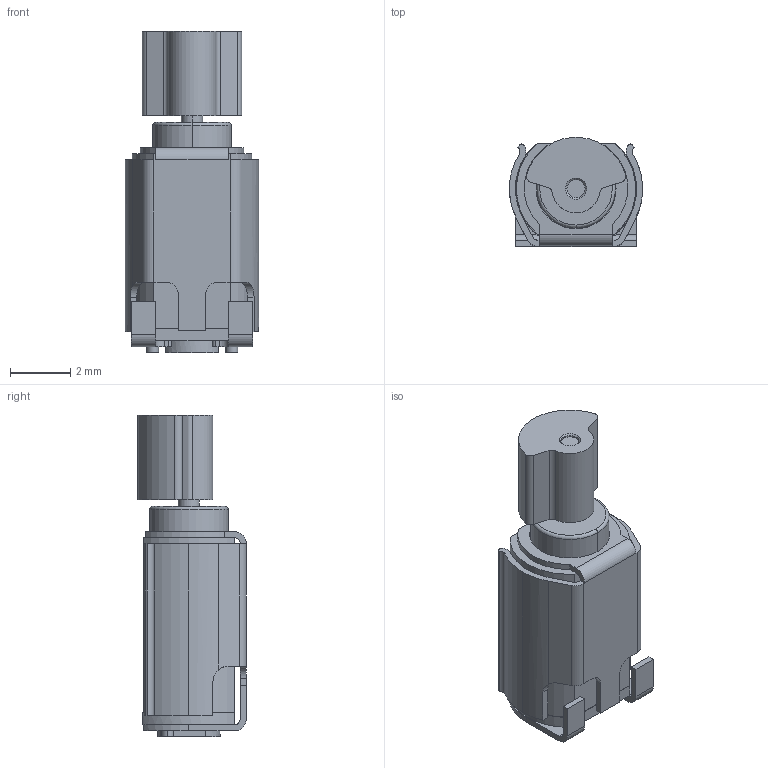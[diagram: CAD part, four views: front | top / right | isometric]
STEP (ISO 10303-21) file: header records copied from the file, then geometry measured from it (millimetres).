
FILE_DESCRIPTION (( 'STEP AP214' ), '1' );
FILE_NAME ('Z3OC1T8219731.STEP', '2022-09-11T12:55:53', ( '' ), ( '' ), 'SwSTEP 2.0', 'SolidWorks 2022', '' );
FILE_SCHEMA (( 'AUTOMOTIVE_DESIGN' ));
Length unit declared in the file: millimetre
Products named in the file (1): Z3OC1T8219731
Bounding box: 4.41 x 3.59 x 10.66 mm (x, y, z)
Volume: 99.7 mm3; surface area: 265.5 mm2
Topology: 1 solids, 1 shells, 238 faces, 636 edges, 420 vertices
Faces by surface type: plane 137, cylinder 73, bspline 22, cone 4, torus 2
Entity records: 8627 total; most frequent: CARTESIAN_POINT 2303, ORIENTED_EDGE 1272, DIRECTION 1172, EDGE_CURVE 636, LINE 426, VECTOR 426, VERTEX_POINT 420, AXIS2_PLACEMENT_3D 373
